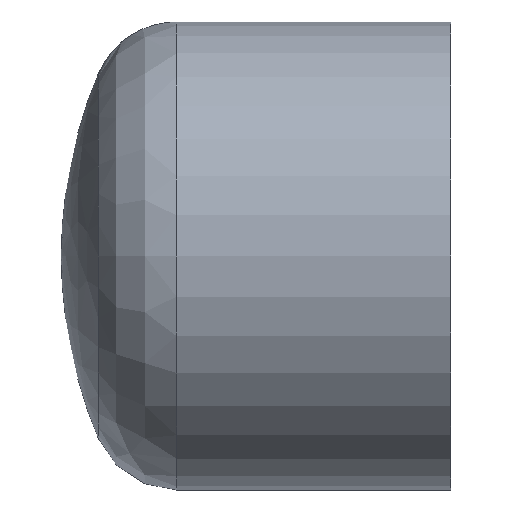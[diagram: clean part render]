
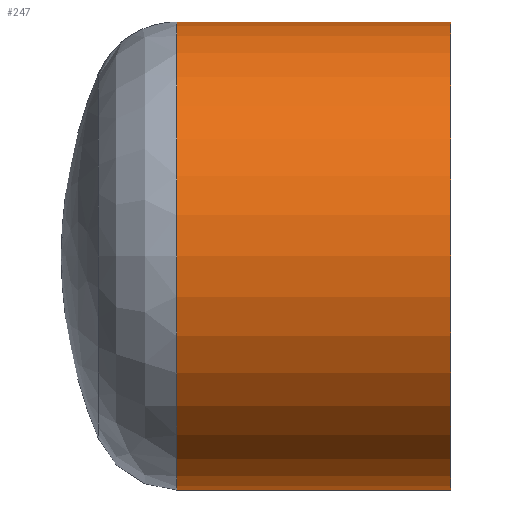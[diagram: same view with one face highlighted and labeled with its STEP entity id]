
A CAD part, front view. The second image highlights one B-rep face of the part: STEP entity #247.
In plain terms, the highlighted cylindrical face has radius 157.5 mm (diameter 315 mm), a full revolution.
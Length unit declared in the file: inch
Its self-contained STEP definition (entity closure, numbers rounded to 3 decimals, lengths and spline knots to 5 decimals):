
#26 = EDGE_LOOP ( 'NONE', ( #171 ) ) ;
#44 = CARTESIAN_POINT ( 'NONE',  ( 0., 0., 0. ) ) ;
#49 = VERTEX_POINT ( 'NONE', #228 ) ;
#52 = AXIS2_PLACEMENT_3D ( 'NONE', #207, #300, #303 ) ;
#99 = EDGE_CURVE ( 'NONE', #111, #111, #251, .T. ) ;
#111 = VERTEX_POINT ( 'NONE', #269 ) ;
#112 = DIRECTION ( 'NONE',  ( -1., 0., 0. ) ) ;
#141 = DIRECTION ( 'NONE',  ( 1., 0., 0. ) ) ;
#142 = FACE_OUTER_BOUND ( 'NONE', #168, .T. ) ;
#152 = DIRECTION ( 'NONE',  ( 0., 0., -1. ) ) ;
#168 = EDGE_LOOP ( 'NONE', ( #288 ) ) ;
#171 = ORIENTED_EDGE ( 'NONE', *, *, #212, .T. ) ;
#185 = AXIS2_PLACEMENT_3D ( 'NONE', #44, #112, #253 ) ;
#207 = CARTESIAN_POINT ( 'NONE',  ( -7.26332, 0., 0. ) ) ;
#212 = EDGE_CURVE ( 'NONE', #49, #49, #264, .T. ) ;
#213 = CARTESIAN_POINT ( 'NONE',  ( -3.63166, 0., 0. ) ) ;
#221 = CYLINDRICAL_SURFACE ( 'NONE', #277, 6.20079 ) ;
#228 = CARTESIAN_POINT ( 'NONE',  ( -7.26332, 0., -6.20079 ) ) ;
#247 = ADVANCED_FACE ( 'NONE', ( #142, #284 ), #221, .T. ) ;
#251 = CIRCLE ( 'NONE', #185, 6.20079 ) ;
#253 = DIRECTION ( 'NONE',  ( 0., 0., -1. ) ) ;
#264 = CIRCLE ( 'NONE', #52, 6.20079 ) ;
#269 = CARTESIAN_POINT ( 'NONE',  ( 0., 0., -6.20079 ) ) ;
#277 = AXIS2_PLACEMENT_3D ( 'NONE', #213, #141, #152 ) ;
#284 = FACE_OUTER_BOUND ( 'NONE', #26, .T. ) ;
#288 = ORIENTED_EDGE ( 'NONE', *, *, #99, .T. ) ;
#300 = DIRECTION ( 'NONE',  ( 1., 0., 0. ) ) ;
#303 = DIRECTION ( 'NONE',  ( 0., 0., -1. ) ) ;
